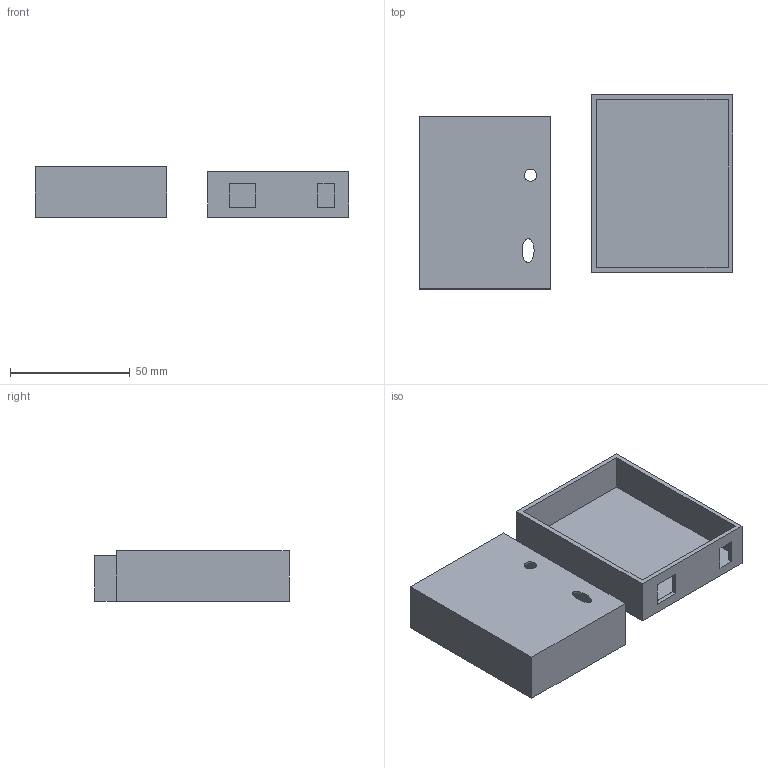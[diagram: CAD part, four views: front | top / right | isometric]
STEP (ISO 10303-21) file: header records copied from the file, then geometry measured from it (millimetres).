
FILE_DESCRIPTION(/* description */ (''),/* implementation_level */ '2;1');
FILE_NAME(/* name */ 'Clippy Case.step',/* time_stamp */ '2025-10-19T13:33:44-07:00',/* author */ (''),/* organization */ (''),/* preprocessor_version */ 'ST-DEVELOPER v20.1',/* originating_system */ 'Autodesk Translation Framework v14.17.0.0',/* authorisation */ '');
FILE_SCHEMA (('AUTOMOTIVE_DESIGN { 1 0 10303 214 3 1 1 }'));
Length unit declared in the file: centimetre
Products named in the file (3): (Unsaved); Component1; Component2
Assembly tree (2 placements, depth 2):
  (Unsaved)
    Component1
    Component2
Bounding box: 131 x 81 x 21 mm (x, y, z)
Volume: 33680.4 mm3; surface area: 35425 mm2
Topology: 2 solids, 2 shells, 31 faces, 78 edges, 52 vertices
Faces by surface type: plane 29, cylinder 1, bspline 1
Full cylindrical faces by diameter (mm): 5.017 x1
Entity records: 1037 total; most frequent: CARTESIAN_POINT 183, ORIENTED_EDGE 156, DIRECTION 152, EDGE_CURVE 78, LINE 74, VECTOR 74, VERTEX_POINT 52, EDGE_LOOP 40
